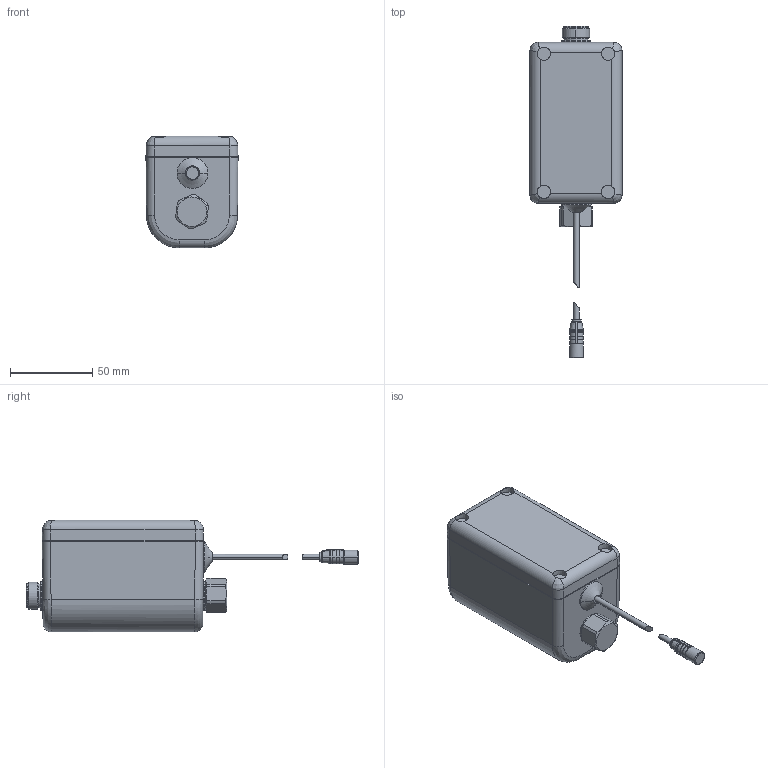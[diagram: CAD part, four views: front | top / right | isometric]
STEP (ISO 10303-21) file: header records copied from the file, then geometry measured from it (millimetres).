
FILE_DESCRIPTION (( 'STEP AP203' ), '1' );
FILE_NAME ('205200Z-18+6452000918.STEP', '2022-02-17T13:50:55', ( '' ), ( '' ), 'SwSTEP 2.0', 'SolidWorks 2016', '' );
FILE_SCHEMA (( 'CONFIG_CONTROL_DESIGN' ));
Length unit declared in the file: millimetre
Products named in the file (1): 205200Z-18+6452000918
Bounding box: 55.96 x 201.81 x 68 mm (x, y, z)
Volume: 370942.1 mm3; surface area: 45946.8 mm2
Topology: 8 solids, 8 shells, 196 faces, 448 edges, 275 vertices
Faces by surface type: cylinder 66, plane 53, bspline 45, cone 25, torus 7
Entity records: 9114 total; most frequent: CARTESIAN_POINT 4921, ORIENTED_EDGE 892, DIRECTION 803, EDGE_CURVE 446, AXIS2_PLACEMENT_3D 323, VERTEX_POINT 275, EDGE_LOOP 205, ADVANCED_FACE 196
